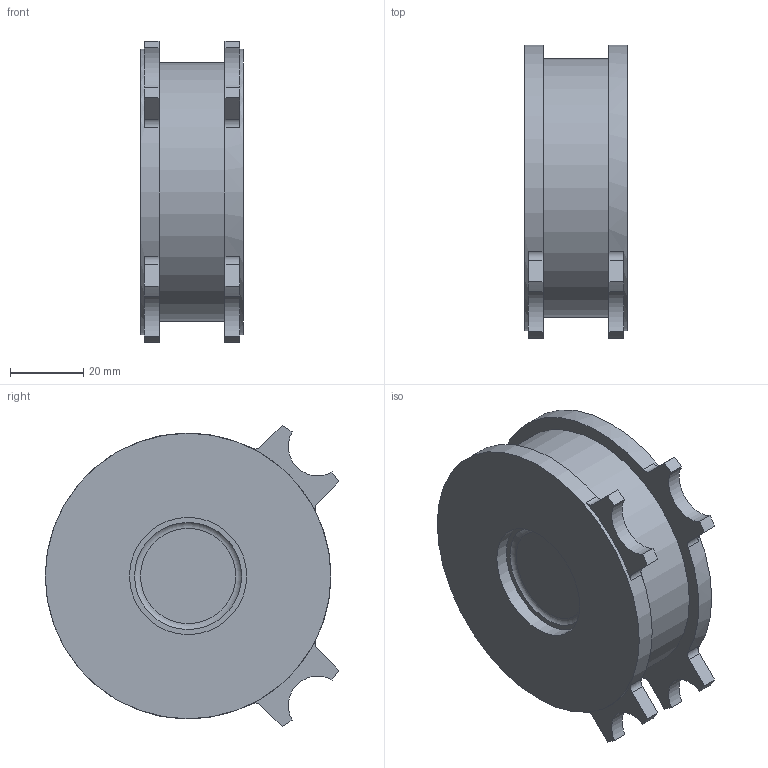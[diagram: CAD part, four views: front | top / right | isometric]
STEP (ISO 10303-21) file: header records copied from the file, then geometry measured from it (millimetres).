
FILE_DESCRIPTION(/* description */ ('Unknown'),/* implementation_level */ '2;1');
FILE_NAME(/* name */ 'WA-001-DN32',/* time_stamp */ '2024-07-23T09:40:51+08:00',/* author */ ('Unknown'),/* organization */ ('Unknown'),/* preprocessor_version */ 'ST-DEVELOPER v16.7',/* originating_system */ 'DEX',/* authorisation */ $);
FILE_SCHEMA (('AUTOMOTIVE_DESIGN {1 0 10303 214 3 1 1}'));
Length unit declared in the file: millimetre
Products named in the file (2): WA-001-DN32
Assembly tree (1 placements, depth 2):
  WA-001-DN32
    WA-001-DN32
Bounding box: 28 x 80.14 x 82.28 mm (x, y, z)
Volume: 55577.5 mm3; surface area: 30095.6 mm2
Topology: 1 solids, 1 shells, 86 faces, 219 edges, 146 vertices
Faces by surface type: plane 44, cylinder 34, torus 4, bspline 2, cone 2
Full cylindrical faces by diameter (mm): 12.085 x1, 17.92 x1, 32 x1, 41.923 x1, 62.19 x1, 70.674 x1, 78 x2
Entity records: 4457 total; most frequent: CARTESIAN_POINT 2293, DIRECTION 467, ORIENTED_EDGE 412, EDGE_CURVE 206, AXIS2_PLACEMENT_3D 185, VERTEX_POINT 144, EDGE_LOOP 114, FACE_BOUND 114
